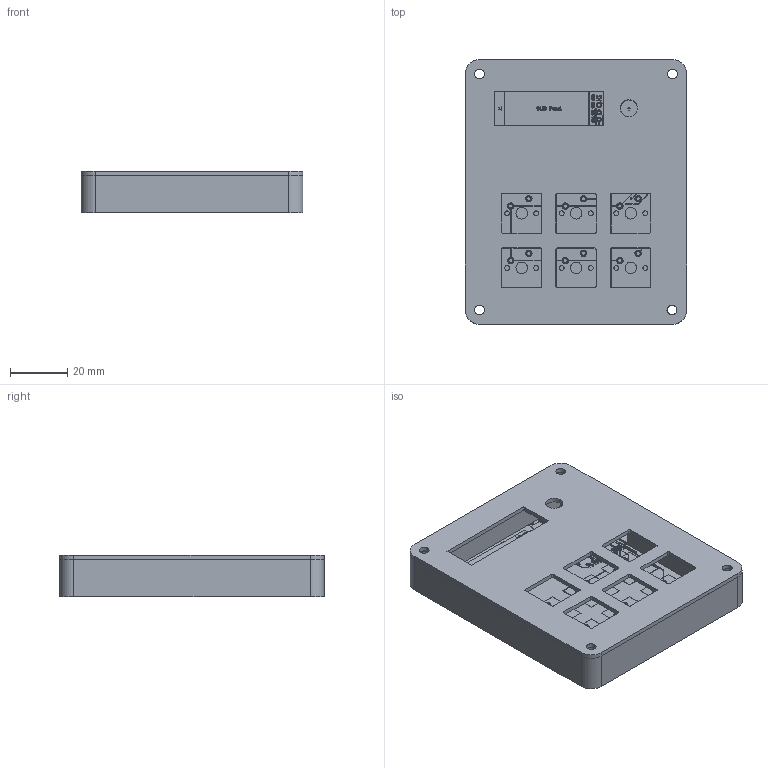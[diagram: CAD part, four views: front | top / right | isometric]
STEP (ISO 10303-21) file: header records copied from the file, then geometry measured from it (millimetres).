
FILE_DESCRIPTION(/* description */ (''),/* implementation_level */ '2;1');
FILE_NAME(/* name */ 'Hackpad Dylan.step',/* time_stamp */ '2025-12-06T22:49:16-06:00',/* author */ (''),/* organization */ (''),/* preprocessor_version */ 'ST-DEVELOPER v20.1',/* originating_system */ 'Autodesk Translation Framework v14.21.0.0',/* authorisation */ '');
FILE_SCHEMA (('AUTOMOTIVE_DESIGN { 1 0 10303 214 3 1 1 }'));
Length unit declared in the file: millimetre
Products named in the file (10): 2025-12-05-12-28-29-104; 2025-12-05-12-29-38-720; 2025-12-05-12-29-41-991; 2025-12-07-04-29-04-887; 2025-12-07-04-29-04-888; 2025-12-07-04-29-04-889; 2025-12-07-04-29-04-890; 2025-12-07-04-29-04-891; 2025-12-07-04-29-04-892; 2025-12-05-21-46-36-323
Assembly tree (9 placements, depth 5):
  2025-12-05-12-28-29-104
    2025-12-05-12-29-38-720
      2025-12-05-12-29-41-991
        2025-12-07-04-29-04-887
          2025-12-07-04-29-04-888
          2025-12-07-04-29-04-889
          2025-12-07-04-29-04-890
          2025-12-07-04-29-04-891
          2025-12-07-04-29-04-892
        2025-12-05-21-46-36-323
Bounding box: 77.54 x 92.57 x 14.51 mm (x, y, z)
Volume: 63466.2 mm3; surface area: 43960.7 mm2
Topology: 174 solids, 235 shells, 1814 faces, 5221 edges, 3829 vertices
Faces by surface type: plane 1249, cylinder 495, bspline 70
Full cylindrical faces by diameter (mm): 0.25 x14, 0.275 x24, 0.3 x12, 0.6 x2, 0.839 x42, 0.889 x28, 0.95 x27, 1 x18, 1.45 x36, 1.5 x24, 1.524 x28, 1.7 x18, 2 x8, 2.2 x24, 3.4 x8, 4 x6, 6 x4, 6.05 x1
Entity records: 61782 total; most frequent: CARTESIAN_POINT 12208, DIRECTION 9865, ORIENTED_EDGE 9397, EDGE_CURVE 5221, VERTEX_POINT 3829, LINE 3823, VECTOR 3823, AXIS2_PLACEMENT_3D 3021
